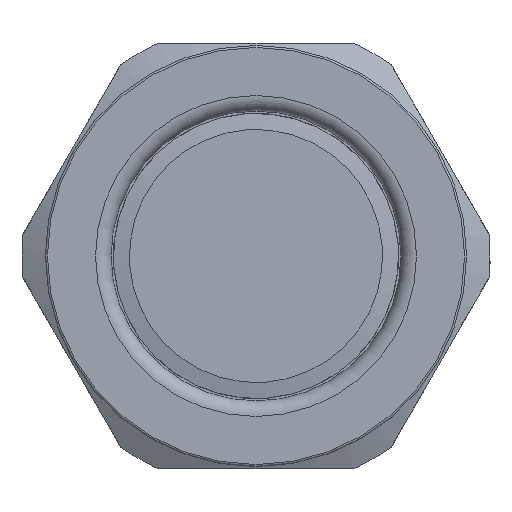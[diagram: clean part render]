
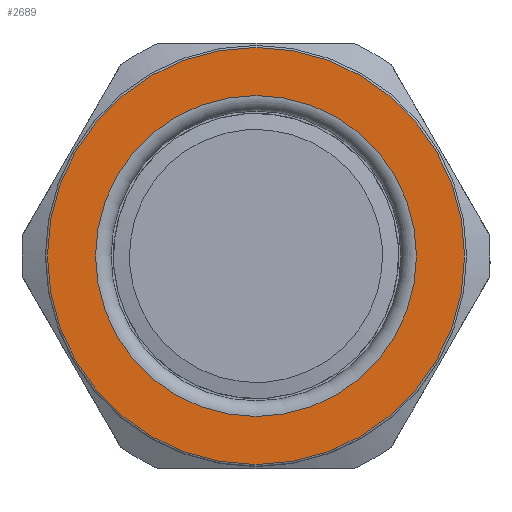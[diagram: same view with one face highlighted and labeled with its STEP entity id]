
A CAD part, left-side view. The second image highlights one B-rep face of the part: STEP entity #2689.
In plain terms, the highlighted planar face has unit normal (-1, 0, 0).
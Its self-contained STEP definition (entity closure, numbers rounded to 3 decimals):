
#365=PLANE('',#3124);
#461=FACE_BOUND('',#965,.T.);
#684=FACE_OUTER_BOUND('',#964,.T.);
#964=EDGE_LOOP('',(#2333));
#965=EDGE_LOOP('',(#2334));
#1188=CIRCLE('',#3123,20.1);
#1189=CIRCLE('',#3125,15.47);
#1423=VERTEX_POINT('',#11260);
#1424=VERTEX_POINT('',#11263);
#1740=EDGE_CURVE('',#1423,#1423,#1188,.T.);
#1741=EDGE_CURVE('',#1424,#1424,#1189,.T.);
#2333=ORIENTED_EDGE('',*,*,#1740,.F.);
#2334=ORIENTED_EDGE('',*,*,#1741,.T.);
#2689=ADVANCED_FACE('',(#684,#461),#365,.T.);
#3123=AXIS2_PLACEMENT_3D('',#11261,#3840,#3841);
#3124=AXIS2_PLACEMENT_3D('',#11262,#3842,#3843);
#3125=AXIS2_PLACEMENT_3D('',#11264,#3844,#3845);
#3840=DIRECTION('center_axis',(1.,0.,0.));
#3841=DIRECTION('ref_axis',(0.,-1.,0.));
#3842=DIRECTION('center_axis',(-1.,0.,0.));
#3843=DIRECTION('ref_axis',(0.,0.,1.));
#3844=DIRECTION('center_axis',(1.,0.,0.));
#3845=DIRECTION('ref_axis',(0.,0.,-1.));
#11260=CARTESIAN_POINT('',(-24.75,20.1,0.));
#11261=CARTESIAN_POINT('Origin',(-24.75,0.,0.));
#11262=CARTESIAN_POINT('Origin',(-24.75,20.3,0.));
#11263=CARTESIAN_POINT('',(-24.75,15.47,0.));
#11264=CARTESIAN_POINT('Origin',(-24.75,0.,0.));
